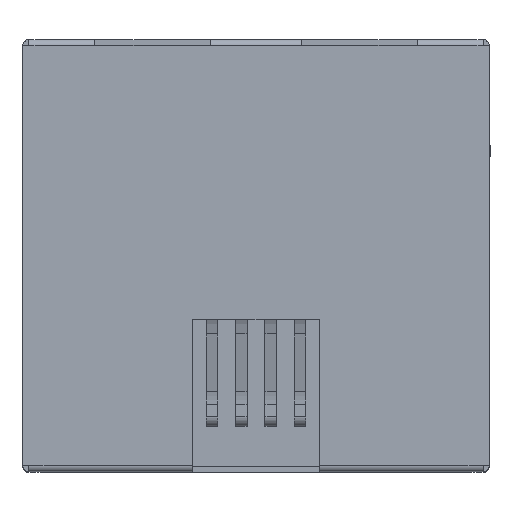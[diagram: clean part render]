
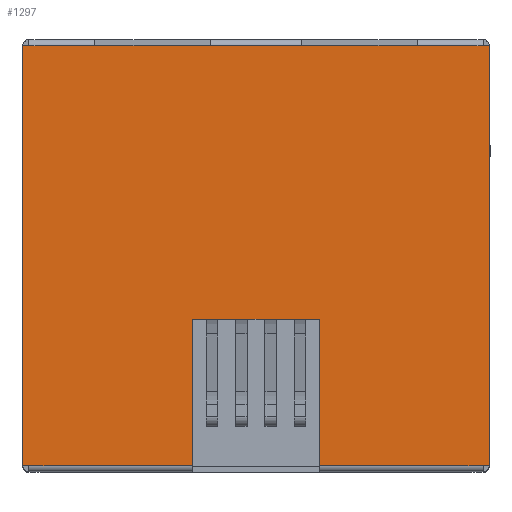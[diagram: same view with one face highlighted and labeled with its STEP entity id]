
A CAD part, top view. The second image highlights one B-rep face of the part: STEP entity #1297.
In plain terms, the highlighted planar face has unit normal (0, 0, 1).
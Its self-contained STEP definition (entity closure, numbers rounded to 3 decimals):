
#1297 = ADVANCED_FACE( '', ( #2676 ), #2677, .T. );
#2676 = FACE_OUTER_BOUND( '', #4213, .T. );
#2677 = PLANE( '', #4214 );
#4213 = EDGE_LOOP( '', ( #7634, #7635, #7636, #7637, #7638, #7639, #7640, #7641, #7642, #7643, #7644, #7645, #7646, #7647, #7648, #7649 ) );
#4214 = AXIS2_PLACEMENT_3D( '', #7650, #7651, #7652 );
#7634 = ORIENTED_EDGE( '', *, *, #10576, .F. );
#7635 = ORIENTED_EDGE( '', *, *, #10171, .F. );
#7636 = ORIENTED_EDGE( '', *, *, #11186, .T. );
#7637 = ORIENTED_EDGE( '', *, *, #9951, .T. );
#7638 = ORIENTED_EDGE( '', *, *, #10980, .T. );
#7639 = ORIENTED_EDGE( '', *, *, #9918, .T. );
#7640 = ORIENTED_EDGE( '', *, *, #10771, .T. );
#7641 = ORIENTED_EDGE( '', *, *, #11187, .T. );
#7642 = ORIENTED_EDGE( '', *, *, #9864, .T. );
#7643 = ORIENTED_EDGE( '', *, *, #9905, .T. );
#7644 = ORIENTED_EDGE( '', *, *, #11188, .F. );
#7645 = ORIENTED_EDGE( '', *, *, #11189, .T. );
#7646 = ORIENTED_EDGE( '', *, *, #10625, .T. );
#7647 = ORIENTED_EDGE( '', *, *, #10476, .T. );
#7648 = ORIENTED_EDGE( '', *, *, #9910, .T. );
#7649 = ORIENTED_EDGE( '', *, *, #10578, .T. );
#7650 = CARTESIAN_POINT( '', ( 0., 0., 0. ) );
#7651 = DIRECTION( '', ( 0., 0., 1. ) );
#7652 = DIRECTION( '', ( 1., 0., 0. ) );
#9864 = EDGE_CURVE( '', #11896, #11894, #11897, .T. );
#9905 = EDGE_CURVE( '', #11894, #11971, #11973, .T. );
#9910 = EDGE_CURVE( '', #11981, #11979, #11982, .T. );
#9918 = EDGE_CURVE( '', #11994, #11991, #11995, .T. );
#9951 = EDGE_CURVE( '', #12048, #12052, #12054, .T. );
#10171 = EDGE_CURVE( '', #12431, #12433, #12434, .T. );
#10476 = EDGE_CURVE( '', #12939, #11981, #12943, .T. );
#10576 = EDGE_CURVE( '', #12433, #13090, #13099, .T. );
#10578 = EDGE_CURVE( '', #11979, #13090, #13101, .T. );
#10625 = EDGE_CURVE( '', #13170, #12939, #13171, .T. );
#10771 = EDGE_CURVE( '', #11991, #13118, #13388, .T. );
#10980 = EDGE_CURVE( '', #12052, #11994, #13691, .T. );
#11186 = EDGE_CURVE( '', #12431, #12048, #13961, .T. );
#11187 = EDGE_CURVE( '', #13118, #11896, #13962, .T. );
#11188 = EDGE_CURVE( '', #12699, #11971, #13963, .T. );
#11189 = EDGE_CURVE( '', #12699, #13170, #13964, .T. );
#11894 = VERTEX_POINT( '', #14816 );
#11896 = VERTEX_POINT( '', #14819 );
#11897 = LINE( '', #14820, #14821 );
#11971 = VERTEX_POINT( '', #14928 );
#11973 = LINE( '', #14930, #14931 );
#11979 = VERTEX_POINT( '', #14938 );
#11981 = VERTEX_POINT( '', #14941 );
#11982 = LINE( '', #14942, #14943 );
#11991 = VERTEX_POINT( '', #14956 );
#11994 = VERTEX_POINT( '', #14960 );
#11995 = LINE( '', #14961, #14962 );
#12048 = VERTEX_POINT( '', #15038 );
#12052 = VERTEX_POINT( '', #15043 );
#12054 = LINE( '', #15045, #15046 );
#12431 = VERTEX_POINT( '', #15574 );
#12433 = VERTEX_POINT( '', #15577 );
#12434 = LINE( '', #15578, #15579 );
#12699 = VERTEX_POINT( '', #15957 );
#12939 = VERTEX_POINT( '', #16304 );
#12943 = LINE( '', #16310, #16311 );
#13090 = VERTEX_POINT( '', #16517 );
#13099 = LINE( '', #16530, #16531 );
#13101 = LINE( '', #16533, #16534 );
#13118 = VERTEX_POINT( '', #16557 );
#13170 = VERTEX_POINT( '', #16628 );
#13171 = LINE( '', #16629, #16630 );
#13388 = LINE( '', #16946, #16947 );
#13691 = LINE( '', #17397, #17398 );
#13961 = LINE( '', #17803, #17804 );
#13962 = LINE( '', #17805, #17806 );
#13963 = LINE( '', #17807, #17808 );
#13964 = LINE( '', #17809, #17810 );
#14816 = CARTESIAN_POINT( '', ( 1.59, 7.29, 0. ) );
#14819 = CARTESIAN_POINT( '', ( 5.59, 7.29, 0. ) );
#14820 = CARTESIAN_POINT( '', ( 5.59, 7.29, 0. ) );
#14821 = VECTOR( '', #18687, 1000. );
#14928 = CARTESIAN_POINT( '', ( -1.59, 7.29, 0. ) );
#14930 = CARTESIAN_POINT( '', ( 8.09, 7.29, 0. ) );
#14931 = VECTOR( '', #18727, 1000. );
#14938 = CARTESIAN_POINT( '', ( -7.88, -7.29, 0. ) );
#14941 = CARTESIAN_POINT( '', ( -8.09, -7.29, 0. ) );
#14942 = CARTESIAN_POINT( '', ( -8.09, -7.29, 0. ) );
#14943 = VECTOR( '', #18733, 1000. );
#14956 = CARTESIAN_POINT( '', ( 8.09, 7.29, 0. ) );
#14960 = CARTESIAN_POINT( '', ( 8.09, -7.29, 0. ) );
#14961 = CARTESIAN_POINT( '', ( 8.09, -7.5, 0. ) );
#14962 = VECTOR( '', #18739, 1000. );
#15038 = CARTESIAN_POINT( '', ( 2.19, -7.29, 0. ) );
#15043 = CARTESIAN_POINT( '', ( 7.88, -7.29, 0. ) );
#15045 = CARTESIAN_POINT( '', ( -8.09, -7.29, 0. ) );
#15046 = VECTOR( '', #18773, 1000. );
#15574 = CARTESIAN_POINT( '', ( 2.19, -2.2, 0. ) );
#15577 = CARTESIAN_POINT( '', ( -2.19, -2.2, 0. ) );
#15578 = CARTESIAN_POINT( '', ( 2.19, -2.2, 0. ) );
#15579 = VECTOR( '', #19007, 1000. );
#15957 = CARTESIAN_POINT( '', ( -5.59, 7.29, 0. ) );
#16304 = CARTESIAN_POINT( '', ( -8.09, 7.29, 0. ) );
#16310 = CARTESIAN_POINT( '', ( -8.09, 7.5, 0. ) );
#16311 = VECTOR( '', #19314, 1000. );
#16517 = CARTESIAN_POINT( '', ( -2.19, -7.29, 0. ) );
#16530 = CARTESIAN_POINT( '', ( -2.19, -2.2, 0. ) );
#16531 = VECTOR( '', #19420, 1000. );
#16533 = CARTESIAN_POINT( '', ( -8.09, -7.29, 0. ) );
#16534 = VECTOR( '', #19421, 1000. );
#16557 = CARTESIAN_POINT( '', ( 7.88, 7.29, 0. ) );
#16628 = CARTESIAN_POINT( '', ( -7.88, 7.29, 0. ) );
#16629 = CARTESIAN_POINT( '', ( 8.09, 7.29, 0. ) );
#16630 = VECTOR( '', #19474, 1000. );
#16946 = CARTESIAN_POINT( '', ( 8.09, 7.29, 0. ) );
#16947 = VECTOR( '', #19628, 1000. );
#17397 = CARTESIAN_POINT( '', ( -8.09, -7.29, 0. ) );
#17398 = VECTOR( '', #19842, 1000. );
#17803 = CARTESIAN_POINT( '', ( 2.19, -2.2, 0. ) );
#17804 = VECTOR( '', #20035, 1000. );
#17805 = CARTESIAN_POINT( '', ( 8.09, 7.29, 0. ) );
#17806 = VECTOR( '', #20036, 1000. );
#17807 = CARTESIAN_POINT( '', ( -5.59, 7.29, 0. ) );
#17808 = VECTOR( '', #20037, 1000. );
#17809 = CARTESIAN_POINT( '', ( 8.09, 7.29, 0. ) );
#17810 = VECTOR( '', #20038, 1000. );
#18687 = DIRECTION( '', ( -1., 0., 0. ) );
#18727 = DIRECTION( '', ( -1., 0., 0. ) );
#18733 = DIRECTION( '', ( 1., 0., 0. ) );
#18739 = DIRECTION( '', ( 0., 1., 0. ) );
#18773 = DIRECTION( '', ( 1., 0., 0. ) );
#19007 = DIRECTION( '', ( -1., 0., 0. ) );
#19314 = DIRECTION( '', ( 0., -1., 0. ) );
#19420 = DIRECTION( '', ( 0., -1., 0. ) );
#19421 = DIRECTION( '', ( 1., 0., 0. ) );
#19474 = DIRECTION( '', ( -1., 0., 0. ) );
#19628 = DIRECTION( '', ( -1., 0., 0. ) );
#19842 = DIRECTION( '', ( 1., 0., 0. ) );
#20035 = DIRECTION( '', ( 0., -1., 0. ) );
#20036 = DIRECTION( '', ( -1., 0., 0. ) );
#20037 = DIRECTION( '', ( 1., 0., 0. ) );
#20038 = DIRECTION( '', ( -1., 0., 0. ) );
